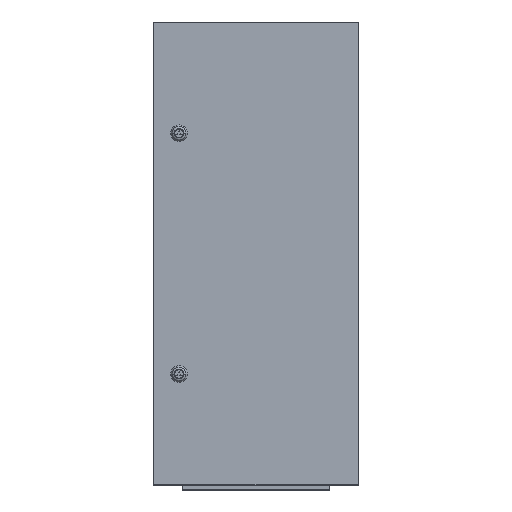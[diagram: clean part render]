
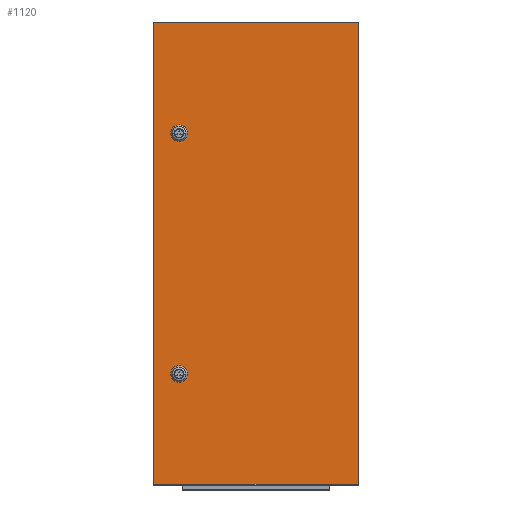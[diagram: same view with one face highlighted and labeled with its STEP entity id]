
A CAD part, top view. The second image highlights one B-rep face of the part: STEP entity #1120.
In plain terms, the highlighted planar face has unit normal (0, 0, 1).
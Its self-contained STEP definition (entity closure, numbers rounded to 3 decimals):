
#222 = FACE_BOUND ( 'NONE', #2744, .T. ) ;
#306 = EDGE_CURVE ( 'NONE', #10983, #13776, #6231, .T. ) ;
#474 = CIRCLE ( 'NONE', #12933, 16. ) ;
#508 = LINE ( 'NONE', #9305, #8677 ) ;
#515 = ORIENTED_EDGE ( 'NONE', *, *, #11215, .F. ) ;
#881 = CARTESIAN_POINT ( 'NONE',  ( -198.5, 448.5, 24. ) ) ;
#1031 = ORIENTED_EDGE ( 'NONE', *, *, #9709, .F. ) ;
#1120 = ADVANCED_FACE ( 'NONE', ( #9089, #11693, #222 ), #8755, .T. ) ;
#1275 = CIRCLE ( 'NONE', #12990, 16. ) ;
#1371 = DIRECTION ( 'NONE',  ( 0., 0., 1. ) ) ;
#1432 = DIRECTION ( 'NONE',  ( 0., -1., 0. ) ) ;
#1441 = EDGE_CURVE ( 'NONE', #11959, #7213, #1275, .T. ) ;
#1658 = AXIS2_PLACEMENT_3D ( 'NONE', #8008, #1371, #9126 ) ;
#1736 = ORIENTED_EDGE ( 'NONE', *, *, #6814, .T. ) ;
#2109 = CARTESIAN_POINT ( 'NONE',  ( 0., 0., 24. ) ) ;
#2161 = ORIENTED_EDGE ( 'NONE', *, *, #14046, .F. ) ;
#2331 = CARTESIAN_POINT ( 'NONE',  ( -198.5, 448.5, 24. ) ) ;
#2383 = VERTEX_POINT ( 'NONE', #10841 ) ;
#2401 = CARTESIAN_POINT ( 'NONE',  ( -149.5, -234., 24. ) ) ;
#2413 = EDGE_CURVE ( 'NONE', #13776, #9618, #10943, .T. ) ;
#2524 = CARTESIAN_POINT ( 'NONE',  ( -198.5, 448.5, 24. ) ) ;
#2685 = DIRECTION ( 'NONE',  ( 0., 0., 1. ) ) ;
#2744 = EDGE_LOOP ( 'NONE', ( #2161, #5822 ) ) ;
#2821 = EDGE_LOOP ( 'NONE', ( #1031, #515 ) ) ;
#2955 = CIRCLE ( 'NONE', #1658, 16. ) ;
#3205 = DIRECTION ( 'NONE',  ( 1., 0., 0. ) ) ;
#3212 = VECTOR ( 'NONE', #1432, 1000. ) ;
#3300 = VERTEX_POINT ( 'NONE', #7319 ) ;
#3513 = DIRECTION ( 'NONE',  ( 1., 0., 0. ) ) ;
#3749 = CARTESIAN_POINT ( 'NONE',  ( -133.5, -234., 24. ) ) ;
#4124 = DIRECTION ( 'NONE',  ( 0., 0., 1. ) ) ;
#4299 = DIRECTION ( 'NONE',  ( 0., 0., 1. ) ) ;
#5762 = DIRECTION ( 'NONE',  ( 0., 1., 0. ) ) ;
#5822 = ORIENTED_EDGE ( 'NONE', *, *, #1441, .F. ) ;
#6231 = LINE ( 'NONE', #12379, #13687 ) ;
#6563 = AXIS2_PLACEMENT_3D ( 'NONE', #2109, #4299, #3205 ) ;
#6679 = EDGE_LOOP ( 'NONE', ( #9912, #8393, #9131, #1736 ) ) ;
#6801 = CIRCLE ( 'NONE', #8522, 16. ) ;
#6814 = EDGE_CURVE ( 'NONE', #9618, #2383, #12083, .T. ) ;
#7213 = VERTEX_POINT ( 'NONE', #3749 ) ;
#7319 = CARTESIAN_POINT ( 'NONE',  ( -165.5, 234., 24. ) ) ;
#7641 = VECTOR ( 'NONE', #8654, 1000. ) ;
#8008 = CARTESIAN_POINT ( 'NONE',  ( -149.5, 234., 24. ) ) ;
#8393 = ORIENTED_EDGE ( 'NONE', *, *, #306, .T. ) ;
#8522 = AXIS2_PLACEMENT_3D ( 'NONE', #10782, #4124, #11892 ) ;
#8620 = VERTEX_POINT ( 'NONE', #14356 ) ;
#8654 = DIRECTION ( 'NONE',  ( -1., 0., 0. ) ) ;
#8677 = VECTOR ( 'NONE', #10432, 1000. ) ;
#8755 = PLANE ( 'NONE',  #6563 ) ;
#8820 = CARTESIAN_POINT ( 'NONE',  ( 198.5, -448.5, 24. ) ) ;
#8891 = CARTESIAN_POINT ( 'NONE',  ( 198.5, 448.5, 24. ) ) ;
#9089 = FACE_BOUND ( 'NONE', #2821, .T. ) ;
#9126 = DIRECTION ( 'NONE',  ( 1., 0., 0. ) ) ;
#9131 = ORIENTED_EDGE ( 'NONE', *, *, #2413, .T. ) ;
#9305 = CARTESIAN_POINT ( 'NONE',  ( -198.5, -448.5, 24. ) ) ;
#9357 = CARTESIAN_POINT ( 'NONE',  ( -149.5, 234., 24. ) ) ;
#9618 = VERTEX_POINT ( 'NONE', #2331 ) ;
#9709 = EDGE_CURVE ( 'NONE', #8620, #3300, #2955, .T. ) ;
#9912 = ORIENTED_EDGE ( 'NONE', *, *, #10374, .T. ) ;
#10196 = DIRECTION ( 'NONE',  ( 0., 0., 1. ) ) ;
#10374 = EDGE_CURVE ( 'NONE', #2383, #10983, #508, .T. ) ;
#10432 = DIRECTION ( 'NONE',  ( 1., 0., 0. ) ) ;
#10482 = DIRECTION ( 'NONE',  ( 1., 0., 0. ) ) ;
#10782 = CARTESIAN_POINT ( 'NONE',  ( -149.5, -234., 24. ) ) ;
#10841 = CARTESIAN_POINT ( 'NONE',  ( -198.5, -448.5, 24. ) ) ;
#10943 = LINE ( 'NONE', #881, #7641 ) ;
#10983 = VERTEX_POINT ( 'NONE', #8820 ) ;
#11215 = EDGE_CURVE ( 'NONE', #3300, #8620, #474, .T. ) ;
#11693 = FACE_OUTER_BOUND ( 'NONE', #6679, .T. ) ;
#11751 = CARTESIAN_POINT ( 'NONE',  ( -165.5, -234., 24. ) ) ;
#11892 = DIRECTION ( 'NONE',  ( 1., 0., 0. ) ) ;
#11959 = VERTEX_POINT ( 'NONE', #11751 ) ;
#12083 = LINE ( 'NONE', #2524, #3212 ) ;
#12379 = CARTESIAN_POINT ( 'NONE',  ( 198.5, 448.5, 24. ) ) ;
#12933 = AXIS2_PLACEMENT_3D ( 'NONE', #9357, #2685, #10482 ) ;
#12990 = AXIS2_PLACEMENT_3D ( 'NONE', #2401, #10196, #3513 ) ;
#13687 = VECTOR ( 'NONE', #5762, 1000. ) ;
#13776 = VERTEX_POINT ( 'NONE', #8891 ) ;
#14046 = EDGE_CURVE ( 'NONE', #7213, #11959, #6801, .T. ) ;
#14356 = CARTESIAN_POINT ( 'NONE',  ( -133.5, 234., 24. ) ) ;
